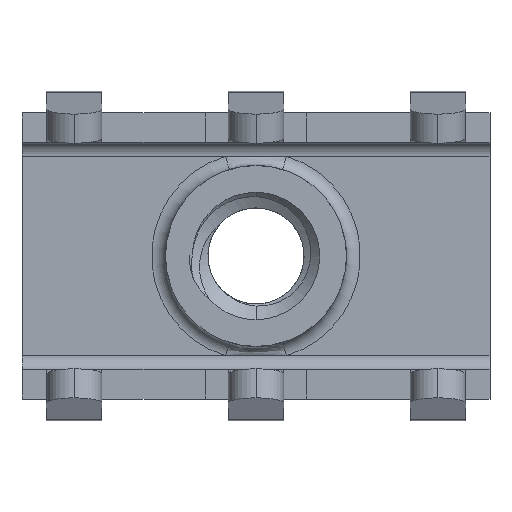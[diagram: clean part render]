
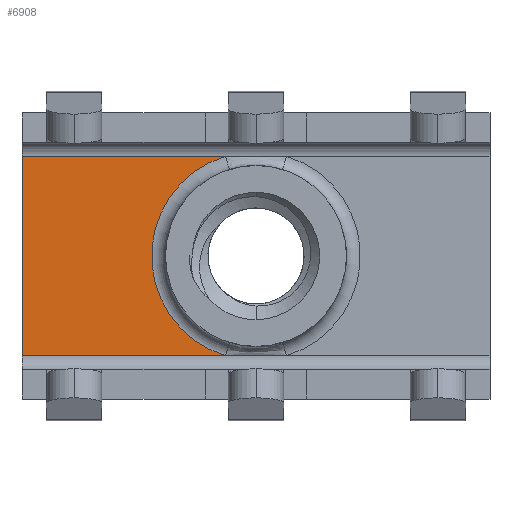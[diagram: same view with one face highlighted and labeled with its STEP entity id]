
A CAD part, front view. The second image highlights one B-rep face of the part: STEP entity #6908.
In plain terms, the highlighted planar face has unit normal (0, -1, 0).
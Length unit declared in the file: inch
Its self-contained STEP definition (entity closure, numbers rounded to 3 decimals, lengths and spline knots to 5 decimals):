
#52 = LINE ( 'NONE', #2229, #6399 ) ;
#338 = EDGE_CURVE ( 'NONE', #6508, #4286, #4536, .T. ) ;
#399 = ORIENTED_EDGE ( 'NONE', *, *, #4224, .F. ) ;
#1193 = EDGE_LOOP ( 'NONE', ( #399, #6696, #3255, #7066 ) ) ;
#1319 = DIRECTION ( 'NONE',  ( -1., 0., 0. ) ) ;
#1322 = CARTESIAN_POINT ( 'NONE',  ( -0.2535, 0.218, -0.108 ) ) ;
#1733 = DIRECTION ( 'NONE',  ( 0., 1., 0. ) ) ;
#1944 = EDGE_CURVE ( 'NONE', #2803, #6508, #52, .T. ) ;
#2056 = AXIS2_PLACEMENT_3D ( 'NONE', #5791, #6328, #6734 ) ;
#2229 = CARTESIAN_POINT ( 'NONE',  ( 0.2535, 0.218, 0.108 ) ) ;
#2803 = VERTEX_POINT ( 'NONE', #4619 ) ;
#2826 = CIRCLE ( 'NONE', #4330, 0.113 ) ;
#3255 = ORIENTED_EDGE ( 'NONE', *, *, #1944, .T. ) ;
#3322 = VERTEX_POINT ( 'NONE', #6939 ) ;
#3604 = PLANE ( 'NONE',  #2056 ) ;
#3615 = EDGE_CURVE ( 'NONE', #3322, #2803, #2826, .T. ) ;
#3925 = DIRECTION ( 'NONE',  ( 0., 0., -1. ) ) ;
#3979 = CARTESIAN_POINT ( 'NONE',  ( 0.2535, 0.218, -0.108 ) ) ;
#4025 = DIRECTION ( 'NONE',  ( 0., 0., 1. ) ) ;
#4070 = FACE_OUTER_BOUND ( 'NONE', #1193, .T. ) ;
#4224 = EDGE_CURVE ( 'NONE', #3322, #4286, #4517, .T. ) ;
#4286 = VERTEX_POINT ( 'NONE', #1322 ) ;
#4330 = AXIS2_PLACEMENT_3D ( 'NONE', #5600, #1733, #4025 ) ;
#4517 = LINE ( 'NONE', #3979, #6058 ) ;
#4536 = LINE ( 'NONE', #5608, #5326 ) ;
#4619 = CARTESIAN_POINT ( 'NONE',  ( -0.03324, 0.218, 0.108 ) ) ;
#5326 = VECTOR ( 'NONE', #3925, 39.37008 ) ;
#5600 = CARTESIAN_POINT ( 'NONE',  ( 0., 0.218, 0. ) ) ;
#5608 = CARTESIAN_POINT ( 'NONE',  ( -0.2535, 0.218, 0.108 ) ) ;
#5791 = CARTESIAN_POINT ( 'NONE',  ( 0.2535, 0.218, 0.108 ) ) ;
#6058 = VECTOR ( 'NONE', #6168, 39.37008 ) ;
#6168 = DIRECTION ( 'NONE',  ( -1., 0., 0. ) ) ;
#6328 = DIRECTION ( 'NONE',  ( 0., 1., 0. ) ) ;
#6399 = VECTOR ( 'NONE', #1319, 39.37008 ) ;
#6508 = VERTEX_POINT ( 'NONE', #6954 ) ;
#6696 = ORIENTED_EDGE ( 'NONE', *, *, #3615, .T. ) ;
#6734 = DIRECTION ( 'NONE',  ( 1., 0., 0. ) ) ;
#6908 = ADVANCED_FACE ( 'NONE', ( #4070 ), #3604, .F. ) ;
#6939 = CARTESIAN_POINT ( 'NONE',  ( -0.03324, 0.218, -0.108 ) ) ;
#6954 = CARTESIAN_POINT ( 'NONE',  ( -0.2535, 0.218, 0.108 ) ) ;
#7066 = ORIENTED_EDGE ( 'NONE', *, *, #338, .T. ) ;
